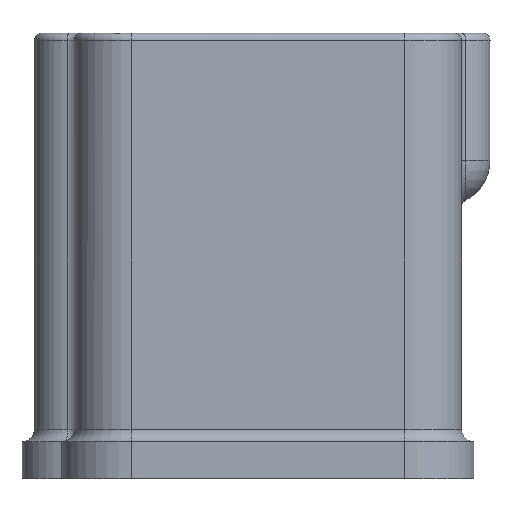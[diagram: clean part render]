
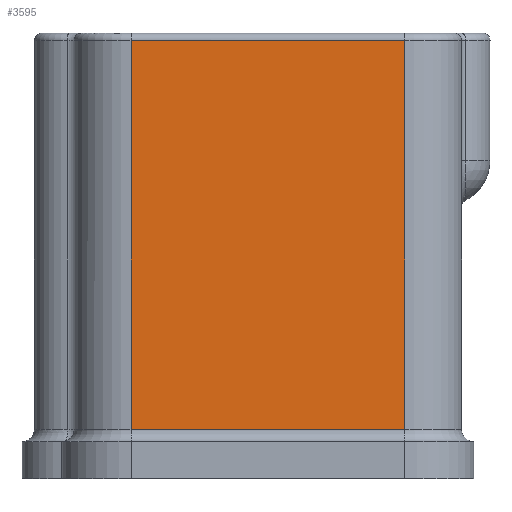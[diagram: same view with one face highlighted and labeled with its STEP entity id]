
A CAD part, front view. The second image highlights one B-rep face of the part: STEP entity #3595.
In plain terms, the highlighted planar face has unit normal (0, -1, 0).
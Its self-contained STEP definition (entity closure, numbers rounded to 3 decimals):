
#3568=AXIS2_PLACEMENT_3D('Plane Axis2P3D',#3565,#3566,#3567) ;
#3536=CARTESIAN_POINT('Line Origine',(-5.525,-10.25,7.5)) ;
#3540=CARTESIAN_POINT('Vertex',(-5.525,-10.25,0.5)) ;
#3542=CARTESIAN_POINT('Vertex',(-5.525,-10.25,16.2)) ;
#3565=CARTESIAN_POINT('Axis2P3D Location',(-12.405,-10.25,18.)) ;
#3570=CARTESIAN_POINT('Line Origine',(0.,-10.25,0.5)) ;
#3574=CARTESIAN_POINT('Vertex',(5.525,-10.25,0.5)) ;
#3577=CARTESIAN_POINT('Line Origine',(5.525,-10.25,8.35)) ;
#3581=CARTESIAN_POINT('Vertex',(5.525,-10.25,16.2)) ;
#3584=CARTESIAN_POINT('Line Origine',(0.,-10.25,16.2)) ;
#3537=DIRECTION('Vector Direction',(0.,0.,1.)) ;
#3566=DIRECTION('Axis2P3D Direction',(0.,1.,0.)) ;
#3567=DIRECTION('Axis2P3D XDirection',(0.,0.,1.)) ;
#3571=DIRECTION('Vector Direction',(-1.,0.,0.)) ;
#3578=DIRECTION('Vector Direction',(0.,0.,1.)) ;
#3585=DIRECTION('Vector Direction',(1.,0.,0.)) ;
#3538=VECTOR('Line Direction',#3537,1.) ;
#3572=VECTOR('Line Direction',#3571,1.) ;
#3579=VECTOR('Line Direction',#3578,1.) ;
#3586=VECTOR('Line Direction',#3585,1.) ;
#3590=ORIENTED_EDGE('',*,*,#3576,.F.) ;
#3591=ORIENTED_EDGE('',*,*,#3583,.T.) ;
#3592=ORIENTED_EDGE('',*,*,#3588,.F.) ;
#3593=ORIENTED_EDGE('',*,*,#3544,.F.) ;
#3595=ADVANCED_FACE('PartBody',(#3594),#3569,.F.) ;
#3544=EDGE_CURVE('',#3541,#3543,#3539,.T.) ;
#3576=EDGE_CURVE('',#3575,#3541,#3573,.T.) ;
#3583=EDGE_CURVE('',#3575,#3582,#3580,.T.) ;
#3588=EDGE_CURVE('',#3543,#3582,#3587,.T.) ;
#3589=EDGE_LOOP('',(#3590,#3591,#3592,#3593)) ;
#3594=FACE_OUTER_BOUND('',#3589,.T.) ;
#3539=LINE('Line',#3536,#3538) ;
#3573=LINE('Line',#3570,#3572) ;
#3580=LINE('Line',#3577,#3579) ;
#3587=LINE('Line',#3584,#3586) ;
#3569=PLANE('',#3568) ;
#3541=VERTEX_POINT('',#3540) ;
#3543=VERTEX_POINT('',#3542) ;
#3575=VERTEX_POINT('',#3574) ;
#3582=VERTEX_POINT('',#3581) ;
